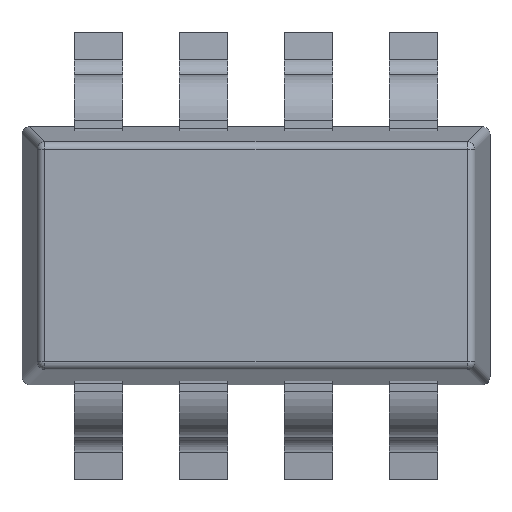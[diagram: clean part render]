
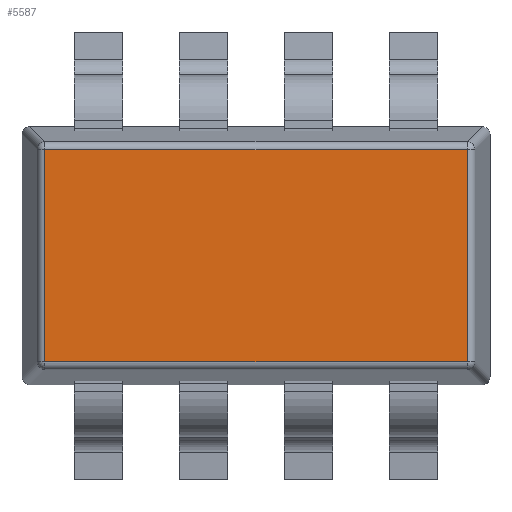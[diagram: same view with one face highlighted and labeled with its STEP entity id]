
A CAD part, front view. The second image highlights one B-rep face of the part: STEP entity #5587.
In plain terms, the highlighted planar face has unit normal (0, -1, 0).
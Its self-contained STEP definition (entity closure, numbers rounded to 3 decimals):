
#1254=ORIENTED_EDGE('',*,*,#1962,.T.);
#1255=ORIENTED_EDGE('',*,*,#1963,.T.);
#1256=ORIENTED_EDGE('',*,*,#1964,.T.);
#1257=ORIENTED_EDGE('',*,*,#1965,.T.);
#1962=EDGE_CURVE('',#2402,#2403,#2910,.F.);
#1963=EDGE_CURVE('',#2403,#2404,#2911,.F.);
#1964=EDGE_CURVE('',#2404,#2405,#2912,.F.);
#1965=EDGE_CURVE('',#2405,#2402,#2913,.F.);
#2402=VERTEX_POINT('',#8280);
#2403=VERTEX_POINT('',#8281);
#2404=VERTEX_POINT('',#8283);
#2405=VERTEX_POINT('',#8285);
#2910=LINE('',#8279,#3410);
#2911=LINE('',#8282,#3411);
#2912=LINE('',#8284,#3412);
#2913=LINE('',#8286,#3413);
#3410=VECTOR('',#6985,1000.);
#3411=VECTOR('',#6986,1000.);
#3412=VECTOR('',#6987,1000.);
#3413=VECTOR('',#6988,1000.);
#3631=EDGE_LOOP('',(#1254,#1255,#1256,#1257));
#3861=FACE_BOUND('',#3631,.T.);
#4059=PLANE('',#5907);
#5587=ADVANCED_FACE('',(#3861),#4059,.T.);
#5907=AXIS2_PLACEMENT_3D('',#8278,#6983,#6984);
#6983=DIRECTION('',(0.,-1.,0.));
#6984=DIRECTION('',(0.,0.,-1.));
#6985=DIRECTION('',(0.,0.,-1.));
#6986=DIRECTION('',(1.,0.,0.));
#6987=DIRECTION('',(0.,0.,1.));
#6988=DIRECTION('',(-1.,0.,0.));
#8278=CARTESIAN_POINT('',(0.,0.,0.));
#8279=CARTESIAN_POINT('',(1.308,0.,0.));
#8280=CARTESIAN_POINT('',(1.308,0.,-0.658));
#8281=CARTESIAN_POINT('',(1.308,0.,0.658));
#8282=CARTESIAN_POINT('',(0.,0.,0.658));
#8283=CARTESIAN_POINT('',(-1.308,0.,0.658));
#8284=CARTESIAN_POINT('',(-1.308,0.,0.));
#8285=CARTESIAN_POINT('',(-1.308,0.,-0.658));
#8286=CARTESIAN_POINT('',(0.,0.,-0.658));
